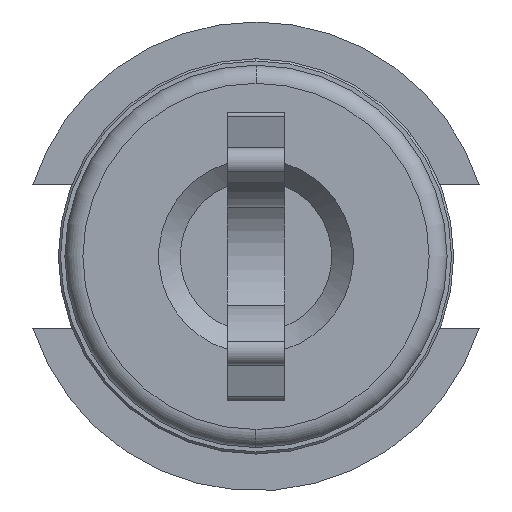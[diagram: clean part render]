
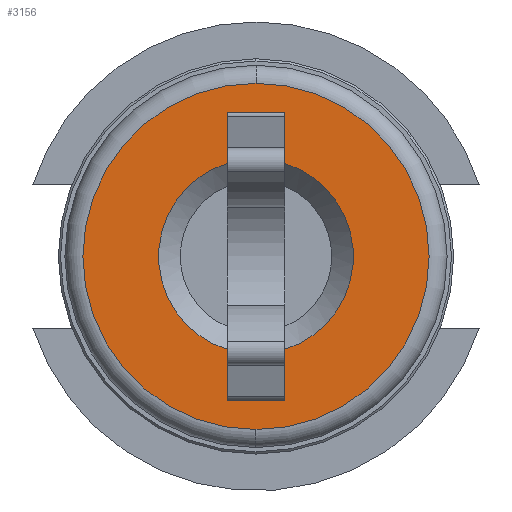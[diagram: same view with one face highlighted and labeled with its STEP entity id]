
A CAD part, front view. The second image highlights one B-rep face of the part: STEP entity #3156.
In plain terms, the highlighted planar face has unit normal (0, -1, 0).
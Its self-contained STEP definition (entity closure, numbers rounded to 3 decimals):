
#21 = ORIENTED_EDGE ( 'NONE', *, *, #3528, .T. ) ;
#22 = PLANE ( 'NONE',  #3608 ) ;
#30 = VERTEX_POINT ( 'NONE', #1404 ) ;
#77 = VERTEX_POINT ( 'NONE', #334 ) ;
#128 = ORIENTED_EDGE ( 'NONE', *, *, #1990, .F. ) ;
#145 = CARTESIAN_POINT ( 'NONE',  ( 2.34, -1.5, -4.741 ) ) ;
#191 = DIRECTION ( 'NONE',  ( 0., 0., -1. ) ) ;
#222 = CARTESIAN_POINT ( 'NONE',  ( 3.14, -1.5, -4.741 ) ) ;
#250 = DIRECTION ( 'NONE',  ( 0., 0., 1. ) ) ;
#278 = EDGE_CURVE ( 'NONE', #2914, #895, #645, .T. ) ;
#294 = CARTESIAN_POINT ( 'NONE',  ( 2.74, -1.5, -2.74 ) ) ;
#311 = DIRECTION ( 'NONE',  ( 0., 0., -1. ) ) ;
#328 = DIRECTION ( 'NONE',  ( 0., -1., 0. ) ) ;
#334 = CARTESIAN_POINT ( 'NONE',  ( 2.34, -1.5, -1.451 ) ) ;
#349 = CARTESIAN_POINT ( 'NONE',  ( 2.34, -1.5, -0.739 ) ) ;
#354 = VECTOR ( 'NONE', #1498, 1000. ) ;
#383 = CARTESIAN_POINT ( 'NONE',  ( 2.74, -1.5, -0.34 ) ) ;
#384 = CARTESIAN_POINT ( 'NONE',  ( 2.74, -1.5, -2.74 ) ) ;
#479 = LINE ( 'NONE', #145, #354 ) ;
#566 = ORIENTED_EDGE ( 'NONE', *, *, #2290, .T. ) ;
#613 = ORIENTED_EDGE ( 'NONE', *, *, #781, .F. ) ;
#632 = VECTOR ( 'NONE', #1581, 1000. ) ;
#645 = LINE ( 'NONE', #2338, #632 ) ;
#671 = VERTEX_POINT ( 'NONE', #3030 ) ;
#781 = EDGE_CURVE ( 'NONE', #671, #1325, #1687, .T. ) ;
#863 = CARTESIAN_POINT ( 'NONE',  ( 3.14, -1.5, -4.029 ) ) ;
#895 = VERTEX_POINT ( 'NONE', #863 ) ;
#1055 = DIRECTION ( 'NONE',  ( 0., -1., 0. ) ) ;
#1071 = EDGE_CURVE ( 'NONE', #3239, #3318, #1374, .T. ) ;
#1159 = DIRECTION ( 'NONE',  ( -1., 0., 0. ) ) ;
#1189 = DIRECTION ( 'NONE',  ( 0., 1., 0. ) ) ;
#1237 = AXIS2_PLACEMENT_3D ( 'NONE', #2835, #1055, #3150 ) ;
#1285 = EDGE_CURVE ( 'NONE', #1626, #895, #3308, .T. ) ;
#1325 = VERTEX_POINT ( 'NONE', #349 ) ;
#1374 = CIRCLE ( 'NONE', #3273, 2.4 ) ;
#1404 = CARTESIAN_POINT ( 'NONE',  ( 2.34, -1.5, -4.741 ) ) ;
#1415 = AXIS2_PLACEMENT_3D ( 'NONE', #3458, #1189, #191 ) ;
#1425 = LINE ( 'NONE', #222, #1525 ) ;
#1498 = DIRECTION ( 'NONE',  ( 0., 0., 1. ) ) ;
#1525 = VECTOR ( 'NONE', #250, 1000. ) ;
#1576 = ORIENTED_EDGE ( 'NONE', *, *, #278, .F. ) ;
#1581 = DIRECTION ( 'NONE',  ( 0., 0., 1. ) ) ;
#1626 = VERTEX_POINT ( 'NONE', #3299 ) ;
#1687 = LINE ( 'NONE', #1759, #1735 ) ;
#1699 = CARTESIAN_POINT ( 'NONE',  ( 2.74, -1.5, -2.74 ) ) ;
#1735 = VECTOR ( 'NONE', #1790, 1000. ) ;
#1743 = DIRECTION ( 'NONE',  ( 0., -1., 0. ) ) ;
#1759 = CARTESIAN_POINT ( 'NONE',  ( 3.14, -1.5, -0.739 ) ) ;
#1773 = EDGE_CURVE ( 'NONE', #30, #2335, #2248, .T. ) ;
#1790 = DIRECTION ( 'NONE',  ( -1., 0., 0. ) ) ;
#1911 = AXIS2_PLACEMENT_3D ( 'NONE', #1699, #3726, #2003 ) ;
#1970 = ORIENTED_EDGE ( 'NONE', *, *, #1071, .T. ) ;
#1990 = EDGE_CURVE ( 'NONE', #1626, #671, #1425, .T. ) ;
#2003 = DIRECTION ( 'NONE',  ( 0., 0., -1. ) ) ;
#2072 = ORIENTED_EDGE ( 'NONE', *, *, #1285, .T. ) ;
#2118 = VECTOR ( 'NONE', #2402, 1000. ) ;
#2122 = EDGE_LOOP ( 'NONE', ( #128, #2072, #1576, #2606, #2343, #21, #566, #613 ) ) ;
#2248 = LINE ( 'NONE', #2503, #2118 ) ;
#2290 = EDGE_CURVE ( 'NONE', #77, #1325, #479, .T. ) ;
#2335 = VERTEX_POINT ( 'NONE', #3579 ) ;
#2338 = CARTESIAN_POINT ( 'NONE',  ( 3.14, -1.5, -4.741 ) ) ;
#2343 = ORIENTED_EDGE ( 'NONE', *, *, #1773, .T. ) ;
#2402 = DIRECTION ( 'NONE',  ( 0., 0., 1. ) ) ;
#2503 = CARTESIAN_POINT ( 'NONE',  ( 2.34, -1.5, -4.741 ) ) ;
#2508 = CARTESIAN_POINT ( 'NONE',  ( 3.14, -1.5, -4.741 ) ) ;
#2606 = ORIENTED_EDGE ( 'NONE', *, *, #3215, .T. ) ;
#2618 = DIRECTION ( 'NONE',  ( 0., 0., -1. ) ) ;
#2741 = CARTESIAN_POINT ( 'NONE',  ( 2.74, -1.5, -5.14 ) ) ;
#2809 = CIRCLE ( 'NONE', #1911, 1.35 ) ;
#2835 = CARTESIAN_POINT ( 'NONE',  ( 2.74, -1.5, -2.74 ) ) ;
#2914 = VERTEX_POINT ( 'NONE', #2508 ) ;
#2996 = EDGE_CURVE ( 'NONE', #3318, #3239, #3487, .T. ) ;
#3030 = CARTESIAN_POINT ( 'NONE',  ( 3.14, -1.5, -0.739 ) ) ;
#3060 = ORIENTED_EDGE ( 'NONE', *, *, #2996, .T. ) ;
#3150 = DIRECTION ( 'NONE',  ( 0., 0., -1. ) ) ;
#3156 = ADVANCED_FACE ( 'NONE', ( #3316, #3307 ), #22, .T. ) ;
#3208 = EDGE_LOOP ( 'NONE', ( #3060, #1970 ) ) ;
#3215 = EDGE_CURVE ( 'NONE', #2914, #30, #3263, .T. ) ;
#3219 = VECTOR ( 'NONE', #1159, 1000. ) ;
#3239 = VERTEX_POINT ( 'NONE', #383 ) ;
#3263 = LINE ( 'NONE', #3529, #3219 ) ;
#3273 = AXIS2_PLACEMENT_3D ( 'NONE', #384, #328, #311 ) ;
#3299 = CARTESIAN_POINT ( 'NONE',  ( 3.14, -1.5, -1.451 ) ) ;
#3307 = FACE_BOUND ( 'NONE', #2122, .T. ) ;
#3308 = CIRCLE ( 'NONE', #1415, 1.35 ) ;
#3316 = FACE_OUTER_BOUND ( 'NONE', #3208, .T. ) ;
#3318 = VERTEX_POINT ( 'NONE', #2741 ) ;
#3458 = CARTESIAN_POINT ( 'NONE',  ( 2.74, -1.5, -2.74 ) ) ;
#3487 = CIRCLE ( 'NONE', #1237, 2.4 ) ;
#3528 = EDGE_CURVE ( 'NONE', #2335, #77, #2809, .T. ) ;
#3529 = CARTESIAN_POINT ( 'NONE',  ( 3.14, -1.5, -4.741 ) ) ;
#3579 = CARTESIAN_POINT ( 'NONE',  ( 2.34, -1.5, -4.029 ) ) ;
#3608 = AXIS2_PLACEMENT_3D ( 'NONE', #294, #1743, #2618 ) ;
#3726 = DIRECTION ( 'NONE',  ( 0., 1., 0. ) ) ;
